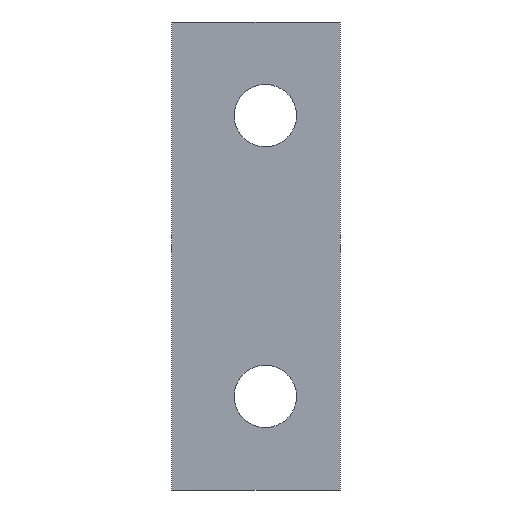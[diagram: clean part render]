
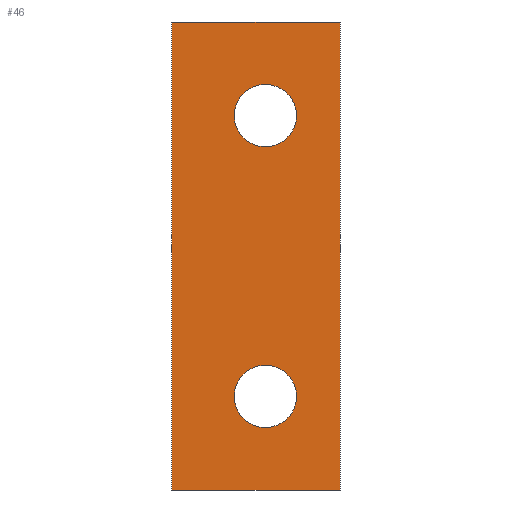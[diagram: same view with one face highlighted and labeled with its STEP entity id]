
A CAD part, front view. The second image highlights one B-rep face of the part: STEP entity #46.
In plain terms, the highlighted planar face has unit normal (0, -1, 0).
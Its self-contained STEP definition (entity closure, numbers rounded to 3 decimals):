
#46=ADVANCED_FACE('',(#89,#90,#91),#92,.F.);
#89=FACE_BOUND('',#130,.T.);
#90=FACE_BOUND('',#131,.T.);
#91=FACE_OUTER_BOUND('',#132,.T.);
#92=PLANE('',#133);
#130=EDGE_LOOP('',(#195,#196));
#131=EDGE_LOOP('',(#197,#198));
#132=EDGE_LOOP('',(#199,#200,#201,#202));
#133=AXIS2_PLACEMENT_3D('',#203,#204,#205);
#195=ORIENTED_EDGE('',*,*,#243,.T.);
#196=ORIENTED_EDGE('',*,*,#245,.T.);
#197=ORIENTED_EDGE('',*,*,#238,.T.);
#198=ORIENTED_EDGE('',*,*,#248,.T.);
#199=ORIENTED_EDGE('',*,*,#261,.T.);
#200=ORIENTED_EDGE('',*,*,#257,.F.);
#201=ORIENTED_EDGE('',*,*,#262,.F.);
#202=ORIENTED_EDGE('',*,*,#254,.F.);
#203=CARTESIAN_POINT('',(-0.6,0.0,9.0));
#204=DIRECTION('',(0.0,1.0,0.0));
#205=DIRECTION('',(0.0,0.0,1.0));
#238=EDGE_CURVE('',#270,#274,#276,.T.);
#243=EDGE_CURVE('',#279,#283,#285,.T.);
#245=EDGE_CURVE('',#283,#279,#287,.T.);
#248=EDGE_CURVE('',#274,#270,#290,.T.);
#254=EDGE_CURVE('',#298,#293,#300,.T.);
#257=EDGE_CURVE('',#303,#305,#306,.T.);
#261=EDGE_CURVE('',#298,#305,#311,.T.);
#262=EDGE_CURVE('',#293,#303,#312,.T.);
#270=VERTEX_POINT('',#320);
#274=VERTEX_POINT('',#325);
#276=CIRCLE('',#328,2.0);
#279=VERTEX_POINT('',#331);
#283=VERTEX_POINT('',#336);
#285=CIRCLE('',#339,2.0);
#287=CIRCLE('',#341,2.0);
#290=CIRCLE('',#344,2.0);
#293=VERTEX_POINT('',#347);
#298=VERTEX_POINT('',#354);
#300=LINE('',#357,#358);
#303=VERTEX_POINT('',#361);
#305=VERTEX_POINT('',#364);
#306=LINE('',#365,#366);
#311=LINE('',#373,#374);
#312=LINE('',#375,#376);
#320=CARTESIAN_POINT('',(2.0,0.0,0.0));
#325=CARTESIAN_POINT('',(-2.0,0.0,0.));
#328=AXIS2_PLACEMENT_3D('',#389,#390,#391);
#331=CARTESIAN_POINT('',(2.0,0.0,18.0));
#336=CARTESIAN_POINT('',(-2.0,0.0,18.0));
#339=AXIS2_PLACEMENT_3D('',#397,#398,#399);
#341=AXIS2_PLACEMENT_3D('',#400,#401,#402);
#344=AXIS2_PLACEMENT_3D('',#406,#407,#408);
#347=CARTESIAN_POINT('',(4.8,0.0,24.0));
#354=CARTESIAN_POINT('',(-6.0,0.0,24.0));
#357=CARTESIAN_POINT('',(-0.6,0.0,24.0));
#358=VECTOR('',#415,1.0);
#361=CARTESIAN_POINT('',(4.8,0.0,-6.0));
#364=CARTESIAN_POINT('',(-6.0,0.0,-6.0));
#365=CARTESIAN_POINT('',(-0.6,0.0,-6.0));
#366=VECTOR('',#417,1.0);
#373=CARTESIAN_POINT('',(-6.0,0.0,9.0));
#374=VECTOR('',#420,1.0);
#375=CARTESIAN_POINT('',(4.8,0.0,9.0));
#376=VECTOR('',#421,1.0);
#389=CARTESIAN_POINT('',(0.0,0.0,0.0));
#390=DIRECTION('',(-0.0,1.0,0.0));
#391=DIRECTION('',(1.0,0.0,0.0));
#397=CARTESIAN_POINT('',(0.0,0.0,18.0));
#398=DIRECTION('',(-0.0,1.0,0.0));
#399=DIRECTION('',(1.0,0.0,0.0));
#400=CARTESIAN_POINT('',(0.0,0.0,18.0));
#401=DIRECTION('',(-0.0,1.0,0.0));
#402=DIRECTION('',(1.0,0.0,0.0));
#406=CARTESIAN_POINT('',(0.0,0.0,0.0));
#407=DIRECTION('',(-0.0,1.0,0.0));
#408=DIRECTION('',(1.0,0.0,0.0));
#415=DIRECTION('',(1.0,0.0,0.0));
#417=DIRECTION('',(-1.0,0.0,0.0));
#420=DIRECTION('',(0.0,0.0,-1.0));
#421=DIRECTION('',(0.0,0.0,-1.0));
